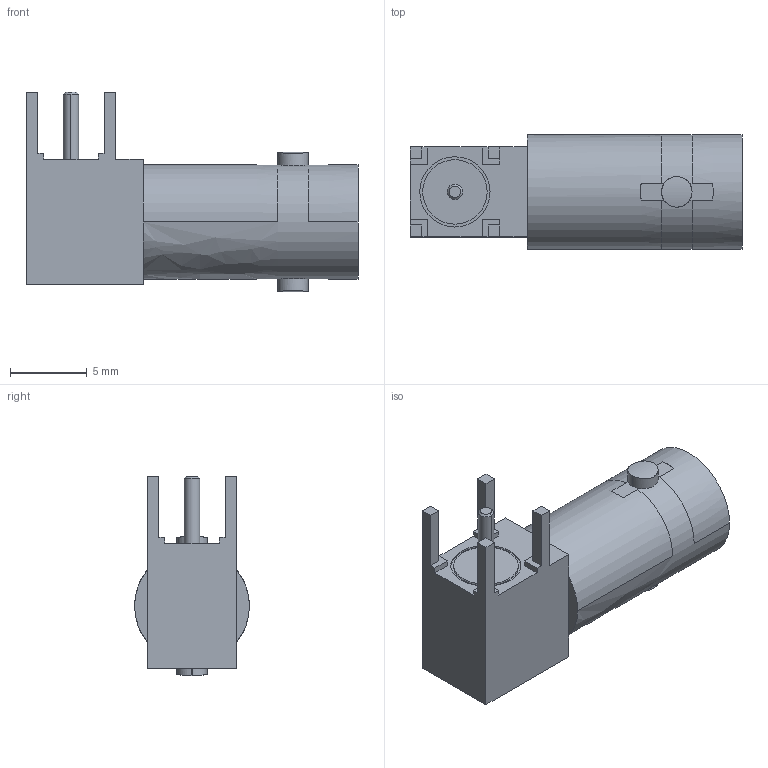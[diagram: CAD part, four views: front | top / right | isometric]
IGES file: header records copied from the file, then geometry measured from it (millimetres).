
Start section:  PTC IGES file: 31-70255_REV-B.igs
Global section: file name: 31-70255_REV-B.igs; native system: Pro/ENGINEER by Parametric Technology Corporation; preprocessor: 2008010; author: mbalaji; organization: Unknown; date: 20090909.153456; units: inch
Bounding box: 21.59 x 7.47 x 12.99 mm (x, y, z)
Surface area: 868.6 mm2 (no closed solid volume)
Topology: 0 solids, 0 shells, 59 faces, 330 edges, 330 vertices
Faces by surface type: bspline 44, revolution 15
